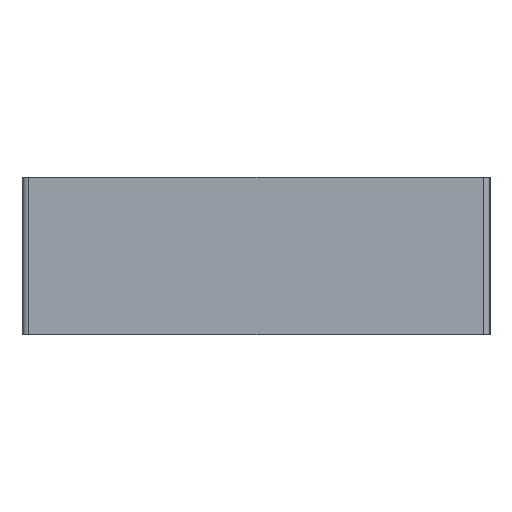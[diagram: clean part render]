
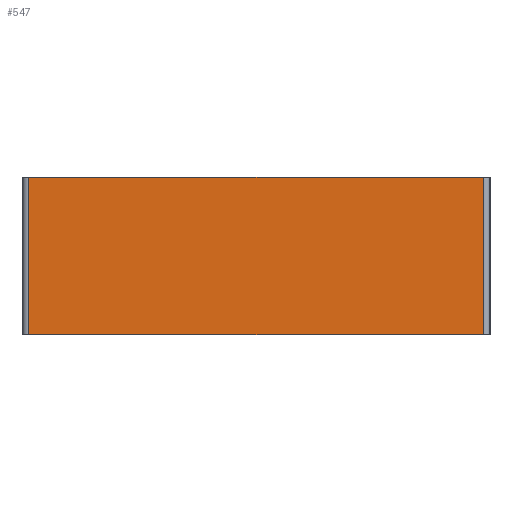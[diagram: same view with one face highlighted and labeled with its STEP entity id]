
A CAD part, left-side view. The second image highlights one B-rep face of the part: STEP entity #547.
In plain terms, the highlighted planar face has unit normal (-1, 0, 0).
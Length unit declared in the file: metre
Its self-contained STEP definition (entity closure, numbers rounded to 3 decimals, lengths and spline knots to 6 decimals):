
#98=ORIENTED_EDGE('',*,*,#232,.F.);
#99=ORIENTED_EDGE('',*,*,#260,.T.);
#100=ORIENTED_EDGE('',*,*,#261,.T.);
#101=ORIENTED_EDGE('',*,*,#262,.T.);
#232=EDGE_CURVE('',#314,#315,#363,.T.);
#260=EDGE_CURVE('',#314,#340,#382,.T.);
#261=EDGE_CURVE('',#340,#341,#383,.T.);
#262=EDGE_CURVE('',#341,#315,#384,.F.);
#314=VERTEX_POINT('',#850);
#315=VERTEX_POINT('',#852);
#340=VERTEX_POINT('',#909);
#341=VERTEX_POINT('',#911);
#363=LINE('',#851,#413);
#382=LINE('',#908,#432);
#383=LINE('',#910,#433);
#384=LINE('',#912,#434);
#413=VECTOR('',#667,1.);
#432=VECTOR('',#712,1.);
#433=VECTOR('',#713,1.);
#434=VECTOR('',#714,1.);
#465=EDGE_LOOP('',(#98,#99,#100,#101));
#499=FACE_BOUND('',#465,.T.);
#532=PLANE('',#605);
#547=ADVANCED_FACE('',(#499),#532,.F.);
#605=AXIS2_PLACEMENT_3D('',#907,#710,#711);
#667=DIRECTION('',(0.,-1.,0.));
#710=DIRECTION('',(1.,0.,0.));
#711=DIRECTION('',(0.,0.,-1.));
#712=DIRECTION('',(0.,0.,-1.));
#713=DIRECTION('',(0.,-1.,0.));
#714=DIRECTION('',(0.,0.,-1.));
#850=CARTESIAN_POINT('',(-0.121266,0.040809,0.03));
#851=CARTESIAN_POINT('',(-0.121266,-0.002441,0.03));
#852=CARTESIAN_POINT('',(-0.121266,-0.045691,0.03));
#907=CARTESIAN_POINT('',(-0.121266,-0.002441,0.003));
#908=CARTESIAN_POINT('',(-0.121266,0.040809,0.));
#909=CARTESIAN_POINT('',(-0.121266,0.040809,0.));
#910=CARTESIAN_POINT('',(-0.121266,-0.002441,0.));
#911=CARTESIAN_POINT('',(-0.121266,-0.045691,0.));
#912=CARTESIAN_POINT('',(-0.121266,-0.045691,0.003));
